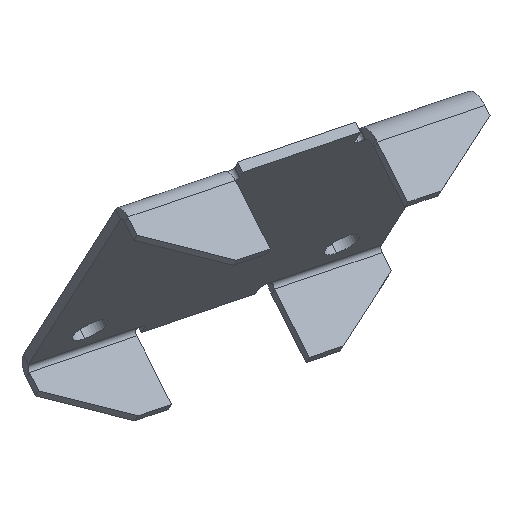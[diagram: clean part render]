
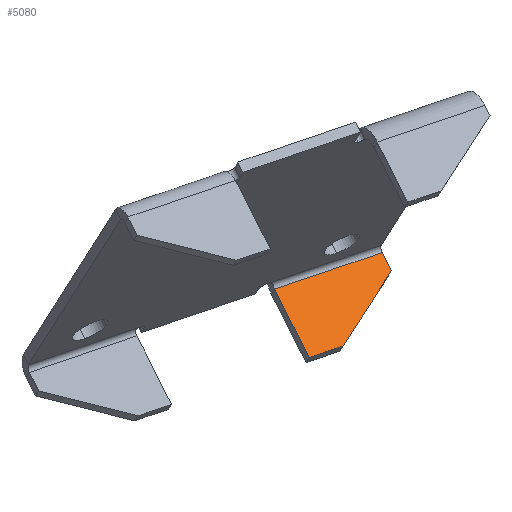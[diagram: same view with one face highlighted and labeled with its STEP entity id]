
A CAD part, left-side view. The second image highlights one B-rep face of the part: STEP entity #5080.
In plain terms, the highlighted planar face has unit normal (-0.859, -0.274, 0.432).
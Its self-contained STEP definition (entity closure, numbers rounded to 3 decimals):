
#756 = CYLINDRICAL_SURFACE('',#757,1.5);
#757 = AXIS2_PLACEMENT_3D('',#758,#759,#760);
#758 = CARTESIAN_POINT('',(46.496,-4.563,
    -11.364));
#759 = DIRECTION('',(0.421,-0.859,0.292));
#760 = DIRECTION('',(0.859,0.274,-0.432));
#4111 = VERTEX_POINT('',#4112);
#4112 = CARTESIAN_POINT('',(61.244,-31.641,
    -2.675));
#4126 = PLANE('',#4127);
#4127 = AXIS2_PLACEMENT_3D('',#4128,#4129,#4130);
#4128 = CARTESIAN_POINT('',(59.549,-35.663,
    -12.07));
#4129 = DIRECTION('',(0.421,-0.859,0.292));
#4130 = DIRECTION('',(-0.291,-0.432,-0.853));
#4701 = VERTEX_POINT('',#4702);
#4702 = CARTESIAN_POINT('',(47.785,-4.152,
    -12.012));
#4750 = EDGE_CURVE('',#4111,#4701,#4751,.T.);
#4751 = SURFACE_CURVE('',#4752,(#4756,#4785),.PCURVE_S1.);
#4752 = LINE('',#4753,#4754);
#4753 = CARTESIAN_POINT('',(61.244,-31.641,
    -2.675));
#4754 = VECTOR('',#4755,1.);
#4755 = DIRECTION('',(-0.421,0.859,-0.292));
#4756 = PCURVE('',#756,#4757);
#4757 = DEFINITIONAL_REPRESENTATION('',(#4758),#4784);
#4758 = B_SPLINE_CURVE_WITH_KNOTS('',3,(#4759,#4760,#4761,#4762,#4763,
    #4764,#4765,#4766,#4767,#4768,#4769,#4770,#4771,#4772,#4773,#4774,
    #4775,#4776,#4777,#4778,#4779,#4780,#4781,#4782,#4783),
  .UNSPECIFIED.,.F.,.F.,(4,1,1,1,1,1,1,1,1,1,1,1,1,1,1,1,1,1,1,1,1,1,4),
  (0.,1.455,2.909,4.364,5.818,
    7.273,8.727,10.182,11.636,
    13.091,14.545,16.,17.455,18.909,
    20.364,21.818,23.273,24.727,
    26.182,27.636,29.091,30.545,32.)
  ,.QUASI_UNIFORM_KNOTS.);
#4759 = CARTESIAN_POINT('',(0.,32.));
#4760 = CARTESIAN_POINT('',(0.,31.515));
#4761 = CARTESIAN_POINT('',(0.,30.545));
#4762 = CARTESIAN_POINT('',(0.,29.091));
#4763 = CARTESIAN_POINT('',(0.,27.636));
#4764 = CARTESIAN_POINT('',(0.,26.182));
#4765 = CARTESIAN_POINT('',(0.,24.727));
#4766 = CARTESIAN_POINT('',(0.,23.273));
#4767 = CARTESIAN_POINT('',(0.,21.818));
#4768 = CARTESIAN_POINT('',(0.,20.364));
#4769 = CARTESIAN_POINT('',(0.,18.909));
#4770 = CARTESIAN_POINT('',(0.,17.455));
#4771 = CARTESIAN_POINT('',(0.,16.));
#4772 = CARTESIAN_POINT('',(0.,14.545));
#4773 = CARTESIAN_POINT('',(0.,13.091));
#4774 = CARTESIAN_POINT('',(0.,11.636));
#4775 = CARTESIAN_POINT('',(0.,10.182));
#4776 = CARTESIAN_POINT('',(0.,8.727));
#4777 = CARTESIAN_POINT('',(0.,7.273));
#4778 = CARTESIAN_POINT('',(0.,5.818));
#4779 = CARTESIAN_POINT('',(0.,4.364));
#4780 = CARTESIAN_POINT('',(0.,2.909));
#4781 = CARTESIAN_POINT('',(0.,1.455));
#4782 = CARTESIAN_POINT('',(0.,0.485));
#4783 = CARTESIAN_POINT('',(0.,0.));
#4784 = ( GEOMETRIC_REPRESENTATION_CONTEXT(2) 
PARAMETRIC_REPRESENTATION_CONTEXT() REPRESENTATION_CONTEXT('2D SPACE',''
  ) );
#4785 = PCURVE('',#4786,#4791);
#4786 = PLANE('',#4787);
#4787 = AXIS2_PLACEMENT_3D('',#4788,#4789,#4790);
#4788 = CARTESIAN_POINT('',(40.108,16.15,
    -14.408));
#4789 = DIRECTION('',(0.859,0.274,-0.432));
#4790 = DIRECTION('',(0.421,-0.859,0.292));
#4791 = DEFINITIONAL_REPRESENTATION('',(#4792),#4796);
#4792 = LINE('',#4793,#4794);
#4793 = CARTESIAN_POINT('',(53.368,4.5));
#4794 = VECTOR('',#4795,1.);
#4795 = DIRECTION('',(-1.,0.));
#4796 = ( GEOMETRIC_REPRESENTATION_CONTEXT(2) 
PARAMETRIC_REPRESENTATION_CONTEXT() REPRESENTATION_CONTEXT('2D SPACE',''
  ) );
#4817 = PLANE('',#4818);
#4818 = AXIS2_PLACEMENT_3D('',#4819,#4820,#4821);
#4819 = CARTESIAN_POINT('',(46.089,-8.174,
    -21.407));
#4820 = DIRECTION('',(-0.421,0.859,-0.292));
#4821 = DIRECTION('',(0.291,0.432,0.853));
#4857 = EDGE_CURVE('',#4858,#4701,#4860,.T.);
#4858 = VERTEX_POINT('',#4859);
#4859 = CARTESIAN_POINT('',(41.816,-13.017,
    -29.506));
#4860 = SURFACE_CURVE('',#4861,(#4865,#4872),.PCURVE_S1.);
#4861 = LINE('',#4862,#4863);
#4862 = CARTESIAN_POINT('',(41.816,-13.017,
    -29.506));
#4863 = VECTOR('',#4864,1.);
#4864 = DIRECTION('',(0.291,0.432,0.853));
#4865 = PCURVE('',#4817,#4866);
#4866 = DEFINITIONAL_REPRESENTATION('',(#4867),#4871);
#4867 = LINE('',#4868,#4869);
#4868 = CARTESIAN_POINT('',(-10.25,-1.5));
#4869 = VECTOR('',#4870,1.);
#4870 = DIRECTION('',(1.,0.));
#4871 = ( GEOMETRIC_REPRESENTATION_CONTEXT(2) 
PARAMETRIC_REPRESENTATION_CONTEXT() REPRESENTATION_CONTEXT('2D SPACE',''
  ) );
#4872 = PCURVE('',#4786,#4873);
#4873 = DEFINITIONAL_REPRESENTATION('',(#4874),#4878);
#4874 = LINE('',#4875,#4876);
#4875 = CARTESIAN_POINT('',(21.368,25.));
#4876 = VECTOR('',#4877,1.);
#4877 = DIRECTION('',(0.,-1.));
#4878 = ( GEOMETRIC_REPRESENTATION_CONTEXT(2) 
PARAMETRIC_REPRESENTATION_CONTEXT() REPRESENTATION_CONTEXT('2D SPACE',''
  ) );
#4894 = PLANE('',#4895);
#4895 = AXIS2_PLACEMENT_3D('',#4896,#4897,#4898);
#4896 = CARTESIAN_POINT('',(49.835,-26.351,
    -25.486));
#4897 = DIRECTION('',(-0.291,-0.432,-0.853));
#4898 = DIRECTION('',(-0.421,0.859,-0.292));
#4927 = PLANE('',#4928);
#4928 = AXIS2_PLACEMENT_3D('',#4929,#4930,#4931);
#4929 = CARTESIAN_POINT('',(54.122,-27.403,
    -17.626));
#4930 = DIRECTION('',(-0.004,-0.841,
    -0.541));
#4931 = DIRECTION('',(-0.512,0.466,-0.722));
#4988 = VERTEX_POINT('',#4989);
#4989 = CARTESIAN_POINT('',(46.022,-21.608,
    -26.588));
#5010 = EDGE_CURVE('',#5011,#4988,#5013,.T.);
#5011 = VERTEX_POINT('',#5012);
#5012 = CARTESIAN_POINT('',(59.643,-34.02,
    -7.368));
#5013 = SURFACE_CURVE('',#5014,(#5018,#5025),.PCURVE_S1.);
#5014 = LINE('',#5015,#5016);
#5015 = CARTESIAN_POINT('',(59.643,-34.02,
    -7.368));
#5016 = VECTOR('',#5017,1.);
#5017 = DIRECTION('',(-0.512,0.466,-0.722));
#5018 = PCURVE('',#4927,#5019);
#5019 = DEFINITIONAL_REPRESENTATION('',(#5020),#5024);
#5020 = LINE('',#5021,#5022);
#5021 = CARTESIAN_POINT('',(-13.314,-1.5));
#5022 = VECTOR('',#5023,1.);
#5023 = DIRECTION('',(1.,0.));
#5024 = ( GEOMETRIC_REPRESENTATION_CONTEXT(2) 
PARAMETRIC_REPRESENTATION_CONTEXT() REPRESENTATION_CONTEXT('2D SPACE',''
  ) );
#5025 = PCURVE('',#4786,#5026);
#5026 = DEFINITIONAL_REPRESENTATION('',(#5027),#5031);
#5027 = LINE('',#5028,#5029);
#5028 = CARTESIAN_POINT('',(53.368,10.));
#5029 = VECTOR('',#5030,1.);
#5030 = DIRECTION('',(-0.826,0.563));
#5031 = ( GEOMETRIC_REPRESENTATION_CONTEXT(2) 
PARAMETRIC_REPRESENTATION_CONTEXT() REPRESENTATION_CONTEXT('2D SPACE',''
  ) );
#5060 = EDGE_CURVE('',#4988,#4858,#5061,.T.);
#5061 = SURFACE_CURVE('',#5062,(#5066,#5073),.PCURVE_S1.);
#5062 = LINE('',#5063,#5064);
#5063 = CARTESIAN_POINT('',(46.022,-21.608,
    -26.588));
#5064 = VECTOR('',#5065,1.);
#5065 = DIRECTION('',(-0.421,0.859,-0.292));
#5066 = PCURVE('',#4894,#5067);
#5067 = DEFINITIONAL_REPRESENTATION('',(#5068),#5072);
#5068 = LINE('',#5069,#5070);
#5069 = CARTESIAN_POINT('',(6.,-1.5));
#5070 = VECTOR('',#5071,1.);
#5071 = DIRECTION('',(1.,0.));
#5072 = ( GEOMETRIC_REPRESENTATION_CONTEXT(2) 
PARAMETRIC_REPRESENTATION_CONTEXT() REPRESENTATION_CONTEXT('2D SPACE',''
  ) );
#5073 = PCURVE('',#4786,#5074);
#5074 = DEFINITIONAL_REPRESENTATION('',(#5075),#5079);
#5075 = LINE('',#5076,#5077);
#5076 = CARTESIAN_POINT('',(31.368,25.));
#5077 = VECTOR('',#5078,1.);
#5078 = DIRECTION('',(-1.,0.));
#5079 = ( GEOMETRIC_REPRESENTATION_CONTEXT(2) 
PARAMETRIC_REPRESENTATION_CONTEXT() REPRESENTATION_CONTEXT('2D SPACE',''
  ) );
#5080 = ADVANCED_FACE('',(#5081),#4786,.F.);
#5081 = FACE_BOUND('',#5082,.F.);
#5082 = EDGE_LOOP('',(#5083,#5084,#5085,#5086,#5087));
#5083 = ORIENTED_EDGE('',*,*,#5010,.T.);
#5084 = ORIENTED_EDGE('',*,*,#5060,.T.);
#5085 = ORIENTED_EDGE('',*,*,#4857,.T.);
#5086 = ORIENTED_EDGE('',*,*,#4750,.F.);
#5087 = ORIENTED_EDGE('',*,*,#5088,.T.);
#5088 = EDGE_CURVE('',#4111,#5011,#5089,.T.);
#5089 = SURFACE_CURVE('',#5090,(#5094,#5101),.PCURVE_S1.);
#5090 = LINE('',#5091,#5092);
#5091 = CARTESIAN_POINT('',(61.244,-31.641,
    -2.675));
#5092 = VECTOR('',#5093,1.);
#5093 = DIRECTION('',(-0.291,-0.432,-0.853));
#5094 = PCURVE('',#4786,#5095);
#5095 = DEFINITIONAL_REPRESENTATION('',(#5096),#5100);
#5096 = LINE('',#5097,#5098);
#5097 = CARTESIAN_POINT('',(53.368,4.5));
#5098 = VECTOR('',#5099,1.);
#5099 = DIRECTION('',(0.,1.));
#5100 = ( GEOMETRIC_REPRESENTATION_CONTEXT(2) 
PARAMETRIC_REPRESENTATION_CONTEXT() REPRESENTATION_CONTEXT('2D SPACE',''
  ) );
#5101 = PCURVE('',#4126,#5102);
#5102 = DEFINITIONAL_REPRESENTATION('',(#5103),#5107);
#5103 = LINE('',#5104,#5105);
#5104 = CARTESIAN_POINT('',(-10.25,-1.5));
#5105 = VECTOR('',#5106,1.);
#5106 = DIRECTION('',(1.,0.));
#5107 = ( GEOMETRIC_REPRESENTATION_CONTEXT(2) 
PARAMETRIC_REPRESENTATION_CONTEXT() REPRESENTATION_CONTEXT('2D SPACE',''
  ) );
